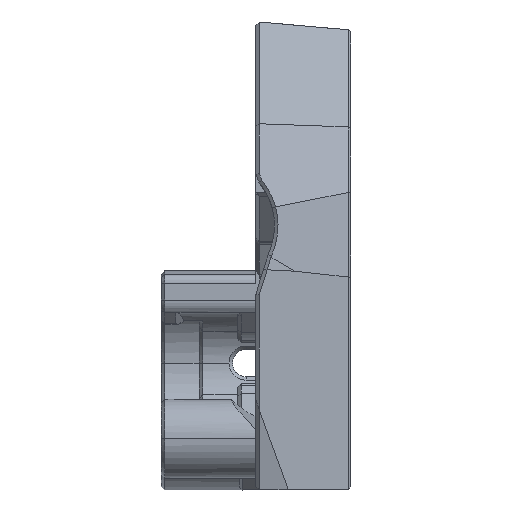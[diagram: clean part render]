
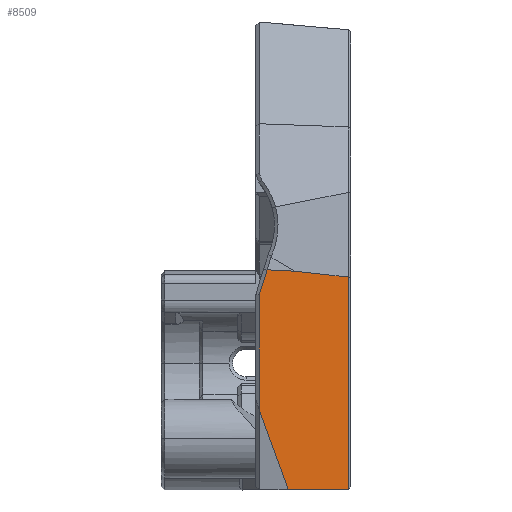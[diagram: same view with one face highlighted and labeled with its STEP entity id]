
A CAD part, left-side view. The second image highlights one B-rep face of the part: STEP entity #8509.
In plain terms, the highlighted planar face has unit normal (-0.972, -0.225, -0.074).
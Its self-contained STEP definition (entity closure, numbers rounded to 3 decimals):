
#313 = CARTESIAN_POINT ( 'NONE',  ( -7.529, 131.334, 120.347 ) ) ;
#420 = VERTEX_POINT ( 'NONE', #1035 ) ;
#578 = DIRECTION ( 'NONE',  ( -0.109, 0.703, -0.703 ) ) ;
#709 = DIRECTION ( 'NONE',  ( -0.076, 0., 0.997 ) ) ;
#716 = VERTEX_POINT ( 'NONE', #6971 ) ;
#1035 = CARTESIAN_POINT ( 'NONE',  ( -5.342, 121.525, 121.45 ) ) ;
#1397 = CARTESIAN_POINT ( 'NONE',  ( -3.55, 121.525, 97.982 ) ) ;
#1861 = EDGE_CURVE ( 'NONE', #3196, #20509, #7369, .T. ) ;
#2071 = CARTESIAN_POINT ( 'NONE',  ( -7.062, 128.72, 122.157 ) ) ;
#2467 = LINE ( 'NONE', #2071, #25308 ) ;
#3196 = VERTEX_POINT ( 'NONE', #16989 ) ;
#3240 = LINE ( 'NONE', #25728, #13621 ) ;
#3544 = PLANE ( 'NONE',  #21003 ) ;
#3639 = ORIENTED_EDGE ( 'NONE', *, *, #21612, .F. ) ;
#4079 = VECTOR ( 'NONE', #4718, 1000. ) ;
#4466 = DIRECTION ( 'NONE',  ( 0.229, -0.972, -0.049 ) ) ;
#4587 = CARTESIAN_POINT ( 'NONE',  ( -7.47, 130.831, 121.099 ) ) ;
#4718 = DIRECTION ( 'NONE',  ( -0.004, -0.296, 0.955 ) ) ;
#4909 = LINE ( 'NONE', #23572, #17029 ) ;
#5389 = DIRECTION ( 'NONE',  ( -0.226, 0.974, 0. ) ) ;
#6971 = CARTESIAN_POINT ( 'NONE',  ( -6.5, 131.334, 106.874 ) ) ;
#7369 = LINE ( 'NONE', #23523, #20629 ) ;
#7667 = VERTEX_POINT ( 'NONE', #23206 ) ;
#8429 = DIRECTION ( 'NONE',  ( -0.226, 0.974, 0. ) ) ;
#8509 = ADVANCED_FACE ( 'NONE', ( #15610 ), #3544, .T. ) ;
#9340 = DIRECTION ( 'NONE',  ( 0.232, -0.967, -0.105 ) ) ;
#9734 = EDGE_CURVE ( 'NONE', #21273, #7667, #2467, .T. ) ;
#10388 = LINE ( 'NONE', #313, #23111 ) ;
#10440 = EDGE_CURVE ( 'NONE', #16481, #3196, #17224, .T. ) ;
#11121 = EDGE_CURVE ( 'NONE', #21430, #23543, #21000, .T. ) ;
#11360 = EDGE_CURVE ( 'NONE', #716, #21430, #10388, .T. ) ;
#11419 = ORIENTED_EDGE ( 'NONE', *, *, #11360, .F. ) ;
#11576 = CARTESIAN_POINT ( 'NONE',  ( -5.076, 128.125, 97.954 ) ) ;
#11646 = CARTESIAN_POINT ( 'NONE',  ( -7.244, 130.109, 120.328 ) ) ;
#12509 = CARTESIAN_POINT ( 'NONE',  ( -2.539, 115.009, 104.498 ) ) ;
#12827 = VERTEX_POINT ( 'NONE', #13827 ) ;
#13112 = VECTOR ( 'NONE', #578, 1000. ) ;
#13166 = LINE ( 'NONE', #17005, #23468 ) ;
#13307 = LINE ( 'NONE', #17665, #17741 ) ;
#13621 = VECTOR ( 'NONE', #9340, 1000. ) ;
#13827 = CARTESIAN_POINT ( 'NONE',  ( -6.488, 131.324, 106.747 ) ) ;
#14082 = VECTOR ( 'NONE', #23109, 1000. ) ;
#14158 = ORIENTED_EDGE ( 'NONE', *, *, #25031, .T. ) ;
#14230 = EDGE_CURVE ( 'NONE', #12827, #716, #13166, .T. ) ;
#15054 = CARTESIAN_POINT ( 'NONE',  ( -5.471, 121.525, 123.14 ) ) ;
#15610 = FACE_OUTER_BOUND ( 'NONE', #22286, .T. ) ;
#15977 = ORIENTED_EDGE ( 'NONE', *, *, #14230, .F. ) ;
#16229 = ORIENTED_EDGE ( 'NONE', *, *, #11121, .F. ) ;
#16481 = VERTEX_POINT ( 'NONE', #1397 ) ;
#16989 = CARTESIAN_POINT ( 'NONE',  ( -3.554, 121.554, 97.954 ) ) ;
#17005 = CARTESIAN_POINT ( 'NONE',  ( -7.552, 132.198, 118.025 ) ) ;
#17029 = VECTOR ( 'NONE', #25149, 1000. ) ;
#17224 = LINE ( 'NONE', #12509, #13112 ) ;
#17555 = ORIENTED_EDGE ( 'NONE', *, *, #18485, .F. ) ;
#17665 = CARTESIAN_POINT ( 'NONE',  ( -7.265, 133.084, 111.584 ) ) ;
#17696 = CARTESIAN_POINT ( 'NONE',  ( -7.475, 130.474, 122.245 ) ) ;
#17714 = ORIENTED_EDGE ( 'NONE', *, *, #10440, .F. ) ;
#17741 = VECTOR ( 'NONE', #23478, 1000. ) ;
#18272 = EDGE_CURVE ( 'NONE', #7667, #420, #3240, .T. ) ;
#18338 = CARTESIAN_POINT ( 'NONE',  ( -7.463, 131.334, 119.479 ) ) ;
#18485 = EDGE_CURVE ( 'NONE', #23543, #21273, #4909, .T. ) ;
#19700 = DIRECTION ( 'NONE',  ( -0.972, -0.225, -0.074 ) ) ;
#20263 = ORIENTED_EDGE ( 'NONE', *, *, #1861, .F. ) ;
#20509 = VERTEX_POINT ( 'NONE', #11576 ) ;
#20629 = VECTOR ( 'NONE', #5389, 1000. ) ;
#20729 = LINE ( 'NONE', #15054, #14082 ) ;
#21000 = LINE ( 'NONE', #4587, #4079 ) ;
#21003 = AXIS2_PLACEMENT_3D ( 'NONE', #11646, #19700, #8429 ) ;
#21185 = ORIENTED_EDGE ( 'NONE', *, *, #18272, .F. ) ;
#21218 = DIRECTION ( 'NONE',  ( -0.094, 0.077, 0.993 ) ) ;
#21273 = VERTEX_POINT ( 'NONE', #17696 ) ;
#21430 = VERTEX_POINT ( 'NONE', #18338 ) ;
#21612 = EDGE_CURVE ( 'NONE', #20509, #12827, #13307, .T. ) ;
#22286 = EDGE_LOOP ( 'NONE', ( #17714, #14158, #21185, #25919, #17555, #16229, #11419, #15977, #3639, #20263 ) ) ;
#22378 = CARTESIAN_POINT ( 'NONE',  ( -7.475, 130.483, 122.223 ) ) ;
#23109 = DIRECTION ( 'NONE',  ( -0.076, 0., 0.997 ) ) ;
#23111 = VECTOR ( 'NONE', #709, 1000. ) ;
#23206 = CARTESIAN_POINT ( 'NONE',  ( -6.764, 127.453, 122.093 ) ) ;
#23468 = VECTOR ( 'NONE', #21218, 1000. ) ;
#23478 = DIRECTION ( 'NONE',  ( -0.149, 0.338, 0.929 ) ) ;
#23523 = CARTESIAN_POINT ( 'NONE',  ( -5.622, 130.484, 97.954 ) ) ;
#23543 = VERTEX_POINT ( 'NONE', #22378 ) ;
#23572 = CARTESIAN_POINT ( 'NONE',  ( -7.482, 130.713, 121.619 ) ) ;
#25031 = EDGE_CURVE ( 'NONE', #16481, #420, #20729, .T. ) ;
#25149 = DIRECTION ( 'NONE',  ( 0.011, -0.356, 0.934 ) ) ;
#25308 = VECTOR ( 'NONE', #4466, 1000. ) ;
#25728 = CARTESIAN_POINT ( 'NONE',  ( -6.723, 127.283, 122.075 ) ) ;
#25919 = ORIENTED_EDGE ( 'NONE', *, *, #9734, .F. ) ;
